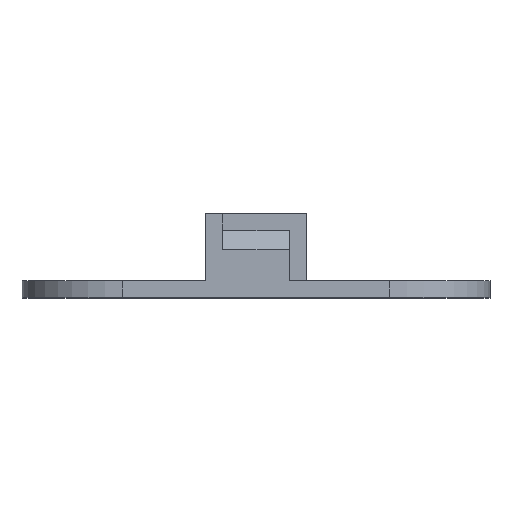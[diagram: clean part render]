
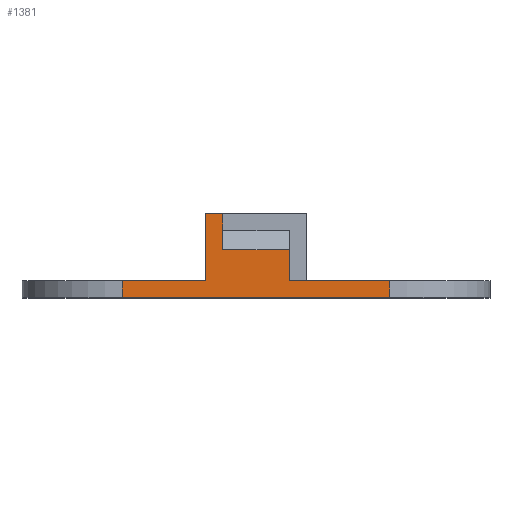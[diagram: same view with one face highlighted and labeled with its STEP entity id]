
A CAD part, top view. The second image highlights one B-rep face of the part: STEP entity #1381.
In plain terms, the highlighted planar face has unit normal (0, 0, 1).
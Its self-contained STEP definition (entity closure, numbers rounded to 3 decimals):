
#19 = FACE_OUTER_BOUND ( 'NONE', #427, .T. ) ;
#68 = AXIS2_PLACEMENT_3D ( 'NONE', #1311, #1330, #1297 ) ;
#104 = LINE ( 'NONE', #1086, #107 ) ;
#107 = VECTOR ( 'NONE', #1128, 1000. ) ;
#112 = VECTOR ( 'NONE', #1055, 1000. ) ;
#113 = LINE ( 'NONE', #1126, #115 ) ;
#114 = LINE ( 'NONE', #1076, #119 ) ;
#115 = VECTOR ( 'NONE', #1090, 1000. ) ;
#117 = LINE ( 'NONE', #1047, #112 ) ;
#119 = VECTOR ( 'NONE', #1115, 1000. ) ;
#214 = EDGE_CURVE ( 'NONE', #794, #793, #713, .T. ) ;
#217 = EDGE_CURVE ( 'NONE', #794, #797, #690, .T. ) ;
#221 = EDGE_CURVE ( 'NONE', #805, #781, #750, .T. ) ;
#233 = EDGE_CURVE ( 'NONE', #777, #790, #740, .T. ) ;
#236 = EDGE_CURVE ( 'NONE', #805, #758, #742, .T. ) ;
#243 = EDGE_CURVE ( 'NONE', #797, #758, #741, .T. ) ;
#256 = EDGE_CURVE ( 'NONE', #781, #785, #117, .T. ) ;
#259 = EDGE_CURVE ( 'NONE', #779, #793, #113, .T. ) ;
#264 = EDGE_CURVE ( 'NONE', #785, #790, #114, .T. ) ;
#266 = EDGE_CURVE ( 'NONE', #779, #777, #104, .T. ) ;
#294 = ORIENTED_EDGE ( 'NONE', *, *, #256, .T. ) ;
#308 = ORIENTED_EDGE ( 'NONE', *, *, #214, .F. ) ;
#311 = ORIENTED_EDGE ( 'NONE', *, *, #243, .T. ) ;
#315 = ORIENTED_EDGE ( 'NONE', *, *, #264, .T. ) ;
#366 = ORIENTED_EDGE ( 'NONE', *, *, #259, .T. ) ;
#378 = ORIENTED_EDGE ( 'NONE', *, *, #221, .T. ) ;
#392 = ORIENTED_EDGE ( 'NONE', *, *, #266, .F. ) ;
#397 = ORIENTED_EDGE ( 'NONE', *, *, #233, .F. ) ;
#399 = ORIENTED_EDGE ( 'NONE', *, *, #236, .F. ) ;
#406 = ORIENTED_EDGE ( 'NONE', *, *, #217, .T. ) ;
#427 = EDGE_LOOP ( 'NONE', ( #366, #308, #406, #311, #399, #378, #294, #315, #397, #392 ) ) ;
#678 = VECTOR ( 'NONE', #1026, 1000. ) ;
#690 = LINE ( 'NONE', #1006, #745 ) ;
#713 = LINE ( 'NONE', #997, #678 ) ;
#721 = VECTOR ( 'NONE', #1048, 1000. ) ;
#726 = VECTOR ( 'NONE', #1039, 1000. ) ;
#732 = VECTOR ( 'NONE', #1071, 1000. ) ;
#740 = LINE ( 'NONE', #1036, #726 ) ;
#741 = LINE ( 'NONE', #1057, #744 ) ;
#742 = LINE ( 'NONE', #1045, #721 ) ;
#744 = VECTOR ( 'NONE', #1089, 1000. ) ;
#745 = VECTOR ( 'NONE', #1007, 1000. ) ;
#750 = LINE ( 'NONE', #1037, #732 ) ;
#758 = VERTEX_POINT ( 'NONE', #1121 ) ;
#777 = VERTEX_POINT ( 'NONE', #1112 ) ;
#779 = VERTEX_POINT ( 'NONE', #1098 ) ;
#781 = VERTEX_POINT ( 'NONE', #1099 ) ;
#785 = VERTEX_POINT ( 'NONE', #1107 ) ;
#790 = VERTEX_POINT ( 'NONE', #1177 ) ;
#793 = VERTEX_POINT ( 'NONE', #1151 ) ;
#794 = VERTEX_POINT ( 'NONE', #1143 ) ;
#797 = VERTEX_POINT ( 'NONE', #1156 ) ;
#805 = VERTEX_POINT ( 'NONE', #1142 ) ;
#997 = CARTESIAN_POINT ( 'NONE',  ( -10., 84.051, 70. ) ) ;
#1006 = CARTESIAN_POINT ( 'NONE',  ( -10., 25., 70. ) ) ;
#1007 = DIRECTION ( 'NONE',  ( -1., 0., 0. ) ) ;
#1026 = DIRECTION ( 'NONE',  ( 0., -1., 0. ) ) ;
#1036 = CARTESIAN_POINT ( 'NONE',  ( -154.141, 5., 70. ) ) ;
#1037 = CARTESIAN_POINT ( 'NONE',  ( -40., 0., 70. ) ) ;
#1039 = DIRECTION ( 'NONE',  ( 1., 0., 0. ) ) ;
#1045 = CARTESIAN_POINT ( 'NONE',  ( -154.141, 5., 70. ) ) ;
#1047 = CARTESIAN_POINT ( 'NONE',  ( -154.141, 0., 70. ) ) ;
#1048 = DIRECTION ( 'NONE',  ( 1., 0., 0. ) ) ;
#1055 = DIRECTION ( 'NONE',  ( 1., 0., 0. ) ) ;
#1057 = CARTESIAN_POINT ( 'NONE',  ( -15., 84.051, 70. ) ) ;
#1071 = DIRECTION ( 'NONE',  ( 0., -1., 0. ) ) ;
#1076 = CARTESIAN_POINT ( 'NONE',  ( 40., 5., 70. ) ) ;
#1086 = CARTESIAN_POINT ( 'NONE',  ( 10., 14.314, 70. ) ) ;
#1089 = DIRECTION ( 'NONE',  ( 0., -1., 0. ) ) ;
#1090 = DIRECTION ( 'NONE',  ( -1., 0., 0. ) ) ;
#1098 = CARTESIAN_POINT ( 'NONE',  ( 10., 14.314, 70. ) ) ;
#1099 = CARTESIAN_POINT ( 'NONE',  ( -40., 0., 70. ) ) ;
#1107 = CARTESIAN_POINT ( 'NONE',  ( 40., 0., 70. ) ) ;
#1112 = CARTESIAN_POINT ( 'NONE',  ( 10., 5., 70. ) ) ;
#1115 = DIRECTION ( 'NONE',  ( 0., 1., 0. ) ) ;
#1121 = CARTESIAN_POINT ( 'NONE',  ( -15., 5., 70. ) ) ;
#1126 = CARTESIAN_POINT ( 'NONE',  ( 10., 14.314, 70. ) ) ;
#1128 = DIRECTION ( 'NONE',  ( 0., -1., 0. ) ) ;
#1142 = CARTESIAN_POINT ( 'NONE',  ( -40., 5., 70. ) ) ;
#1143 = CARTESIAN_POINT ( 'NONE',  ( -10., 25., 70. ) ) ;
#1151 = CARTESIAN_POINT ( 'NONE',  ( -10., 14.314, 70. ) ) ;
#1156 = CARTESIAN_POINT ( 'NONE',  ( -15., 25., 70. ) ) ;
#1177 = CARTESIAN_POINT ( 'NONE',  ( 40., 5., 70. ) ) ;
#1297 = DIRECTION ( 'NONE',  ( -1., 0., 0. ) ) ;
#1304 = PLANE ( 'NONE',  #68 ) ;
#1311 = CARTESIAN_POINT ( 'NONE',  ( -154.141, 5., 70. ) ) ;
#1330 = DIRECTION ( 'NONE',  ( 0., 0., -1. ) ) ;
#1381 = ADVANCED_FACE ( 'NONE', ( #19 ), #1304, .F. ) ;
